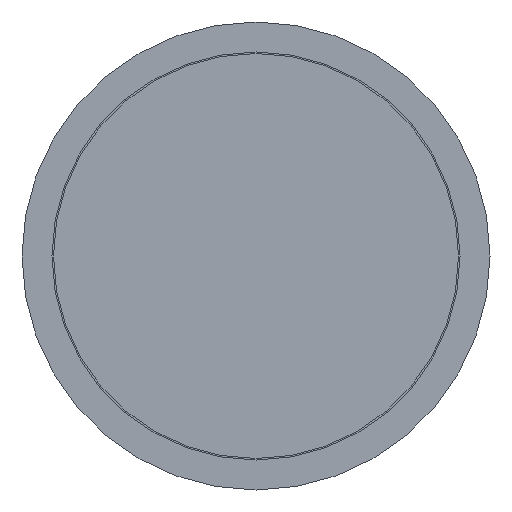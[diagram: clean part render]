
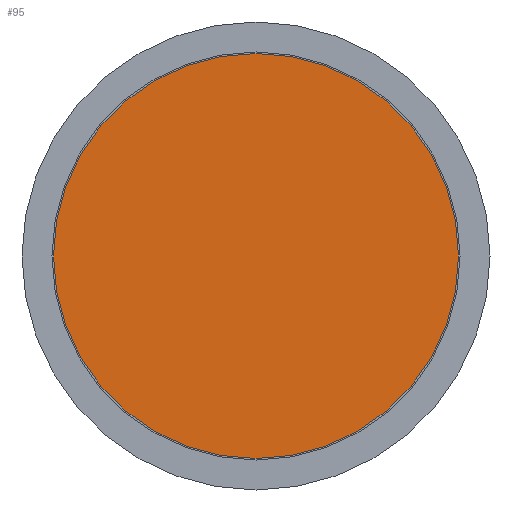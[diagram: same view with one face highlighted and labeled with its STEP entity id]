
A CAD part, front view. The second image highlights one B-rep face of the part: STEP entity #95.
In plain terms, the highlighted planar face has unit normal (0, -1, 0).
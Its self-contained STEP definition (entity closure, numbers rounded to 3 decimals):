
#3 = CARTESIAN_POINT ( 'NONE',  ( 0., 0., -33.75 ) ) ;
#9 = EDGE_CURVE ( 'NONE', #590, #590, #491, .T. ) ;
#50 = DIRECTION ( 'NONE',  ( 0., 1., 0. ) ) ;
#53 = DIRECTION ( 'NONE',  ( 0., -1., 0. ) ) ;
#95 = ADVANCED_FACE ( 'NONE', ( #409 ), #404, .F. ) ;
#235 = ORIENTED_EDGE ( 'NONE', *, *, #9, .T. ) ;
#399 = EDGE_LOOP ( 'NONE', ( #235 ) ) ;
#404 = PLANE ( 'NONE',  #976 ) ;
#409 = FACE_OUTER_BOUND ( 'NONE', #399, .T. ) ;
#491 = CIRCLE ( 'NONE', #874, 33.75 ) ;
#590 = VERTEX_POINT ( 'NONE', #3 ) ;
#628 = DIRECTION ( 'NONE',  ( 0., 0., 1. ) ) ;
#655 = CARTESIAN_POINT ( 'NONE',  ( 0., 0., 0. ) ) ;
#740 = DIRECTION ( 'NONE',  ( 0., 0., -1. ) ) ;
#869 = CARTESIAN_POINT ( 'NONE',  ( -33.75, 0., 0. ) ) ;
#874 = AXIS2_PLACEMENT_3D ( 'NONE', #655, #53, #740 ) ;
#976 = AXIS2_PLACEMENT_3D ( 'NONE', #869, #50, #628 ) ;
